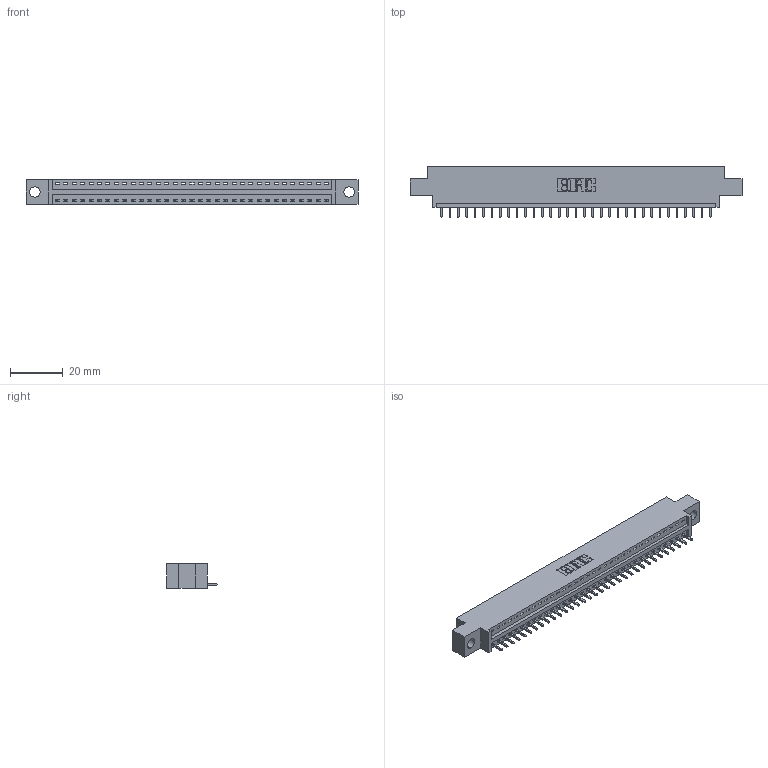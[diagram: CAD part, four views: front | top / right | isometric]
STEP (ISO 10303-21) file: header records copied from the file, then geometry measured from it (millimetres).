
FILE_DESCRIPTION (( 'STEP AP203' ), '1' );
FILE_NAME ('346-033-521-604.STEP', '2018-08-23T11:54:32', ( '' ), ( '' ), 'SwSTEP 2.0', 'SolidWorks 2016', '' );
FILE_SCHEMA (( 'CONFIG_CONTROL_DESIGN' ));
Length unit declared in the file: inch
Products named in the file (3): 346 Part_0.170 Offset - 0.156 Dia-TH; 345-292-001_345-293-121; 346-033-521-604
Assembly tree (34 placements, depth 2):
  346-033-521-604
    346 Part_0.170 Offset - 0.156 Dia-TH
    345-292-001_345-293-121  x33
Bounding box: 125.35 x 19.05 x 9.4 mm (x, y, z)
Volume: 11600.3 mm3; surface area: 13993.6 mm2
Topology: 34 solids, 34 shells, 2040 faces, 6149 edges, 4054 vertices
Faces by surface type: plane 1400, cylinder 640
Entity records: 21845 total; most frequent: CARTESIAN_POINT 3755, ORIENTED_EDGE 3722, DIRECTION 3323, EDGE_CURVE 1861, VECTOR 1597, LINE 1597, VERTEX_POINT 1238, AXIS2_PLACEMENT_3D 863
